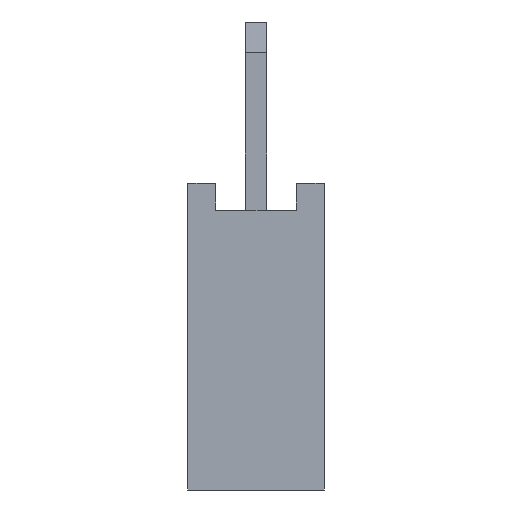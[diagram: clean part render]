
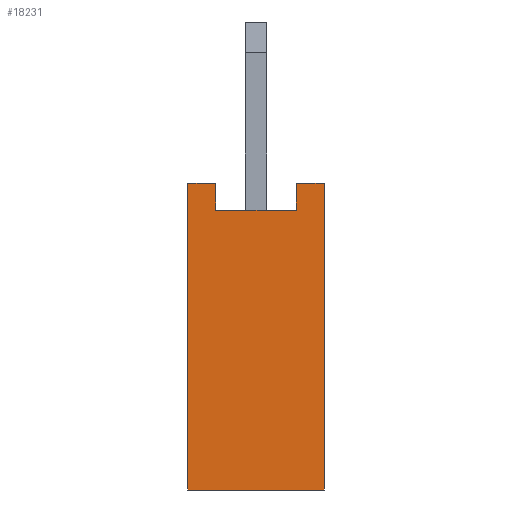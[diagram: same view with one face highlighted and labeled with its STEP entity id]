
A CAD part, left-side view. The second image highlights one B-rep face of the part: STEP entity #18231.
In plain terms, the highlighted planar face has unit normal (-1, 0, 0).
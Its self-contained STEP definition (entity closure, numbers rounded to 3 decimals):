
#272 = VECTOR ( 'NONE', #23979, 1000. ) ;
#982 = AXIS2_PLACEMENT_3D ( 'NONE', #4291, #22091, #14341 ) ;
#1176 = CARTESIAN_POINT ( 'NONE',  ( -38.35, 0.75, 5.7 ) ) ;
#1982 = PLANE ( 'NONE',  #982 ) ;
#2428 = VECTOR ( 'NONE', #31908, 1000. ) ;
#2515 = DIRECTION ( 'NONE',  ( 0., 0., -1. ) ) ;
#3684 = CARTESIAN_POINT ( 'NONE',  ( -38.35, -1.27, 5.7 ) ) ;
#3710 = EDGE_CURVE ( 'NONE', #8678, #26199, #17024, .T. ) ;
#3912 = EDGE_CURVE ( 'NONE', #8678, #26121, #30349, .T. ) ;
#4291 = CARTESIAN_POINT ( 'NONE',  ( -38.35, -1.27, 5.7 ) ) ;
#4296 = CARTESIAN_POINT ( 'NONE',  ( -38.35, 0.75, 5.2 ) ) ;
#4419 = VERTEX_POINT ( 'NONE', #13020 ) ;
#4817 = CARTESIAN_POINT ( 'NONE',  ( -38.35, -1.27, 5.7 ) ) ;
#5187 = CARTESIAN_POINT ( 'NONE',  ( -38.35, -1.27, 0. ) ) ;
#6069 = LINE ( 'NONE', #13502, #30314 ) ;
#6150 = LINE ( 'NONE', #3684, #13039 ) ;
#6474 = DIRECTION ( 'NONE',  ( 0., -1., 0. ) ) ;
#6875 = LINE ( 'NONE', #14440, #2428 ) ;
#8678 = VERTEX_POINT ( 'NONE', #27347 ) ;
#9089 = VERTEX_POINT ( 'NONE', #12604 ) ;
#9315 = CARTESIAN_POINT ( 'NONE',  ( -38.35, 1.27, 0. ) ) ;
#9994 = ORIENTED_EDGE ( 'NONE', *, *, #17679, .F. ) ;
#10787 = ORIENTED_EDGE ( 'NONE', *, *, #3710, .F. ) ;
#11308 = VERTEX_POINT ( 'NONE', #25161 ) ;
#12428 = VECTOR ( 'NONE', #17878, 1000. ) ;
#12567 = VECTOR ( 'NONE', #6474, 1000. ) ;
#12604 = CARTESIAN_POINT ( 'NONE',  ( -38.35, -1.27, 0. ) ) ;
#12958 = EDGE_CURVE ( 'NONE', #26121, #9089, #28066, .T. ) ;
#13020 = CARTESIAN_POINT ( 'NONE',  ( -38.35, -0.75, 5.7 ) ) ;
#13039 = VECTOR ( 'NONE', #18525, 1000. ) ;
#13165 = ORIENTED_EDGE ( 'NONE', *, *, #26013, .F. ) ;
#13340 = EDGE_CURVE ( 'NONE', #11308, #9089, #17839, .T. ) ;
#13502 = CARTESIAN_POINT ( 'NONE',  ( -38.35, 0.75, 5.7 ) ) ;
#13605 = VERTEX_POINT ( 'NONE', #4296 ) ;
#13834 = EDGE_CURVE ( 'NONE', #26199, #13605, #6069, .T. ) ;
#14190 = FACE_OUTER_BOUND ( 'NONE', #21170, .T. ) ;
#14341 = DIRECTION ( 'NONE',  ( 0., 0., -1. ) ) ;
#14440 = CARTESIAN_POINT ( 'NONE',  ( -38.35, 0.75, 5.2 ) ) ;
#15073 = VECTOR ( 'NONE', #2515, 1000. ) ;
#15861 = EDGE_CURVE ( 'NONE', #13605, #20807, #6875, .T. ) ;
#15963 = ORIENTED_EDGE ( 'NONE', *, *, #3912, .T. ) ;
#16412 = LINE ( 'NONE', #26448, #272 ) ;
#17024 = LINE ( 'NONE', #21491, #12567 ) ;
#17679 = EDGE_CURVE ( 'NONE', #4419, #11308, #6150, .T. ) ;
#17839 = LINE ( 'NONE', #4817, #15073 ) ;
#17878 = DIRECTION ( 'NONE',  ( 0., -1., 0. ) ) ;
#18231 = ADVANCED_FACE ( 'NONE', ( #14190 ), #1982, .F. ) ;
#18378 = CARTESIAN_POINT ( 'NONE',  ( -38.35, -0.75, 5.2 ) ) ;
#18525 = DIRECTION ( 'NONE',  ( 0., -1., 0. ) ) ;
#20807 = VERTEX_POINT ( 'NONE', #18378 ) ;
#21170 = EDGE_LOOP ( 'NONE', ( #9994, #13165, #28685, #28794, #10787, #15963, #30855, #31632 ) ) ;
#21491 = CARTESIAN_POINT ( 'NONE',  ( -38.35, -1.27, 5.7 ) ) ;
#22091 = DIRECTION ( 'NONE',  ( 1., 0., 0. ) ) ;
#22459 = CARTESIAN_POINT ( 'NONE',  ( -38.35, 1.27, 5.7 ) ) ;
#23979 = DIRECTION ( 'NONE',  ( 0., 0., 1. ) ) ;
#25161 = CARTESIAN_POINT ( 'NONE',  ( -38.35, -1.27, 5.7 ) ) ;
#25262 = DIRECTION ( 'NONE',  ( 0., 0., -1. ) ) ;
#26013 = EDGE_CURVE ( 'NONE', #20807, #4419, #16412, .T. ) ;
#26121 = VERTEX_POINT ( 'NONE', #9315 ) ;
#26199 = VERTEX_POINT ( 'NONE', #1176 ) ;
#26448 = CARTESIAN_POINT ( 'NONE',  ( -38.35, -0.75, 5.7 ) ) ;
#27347 = CARTESIAN_POINT ( 'NONE',  ( -38.35, 1.27, 5.7 ) ) ;
#28066 = LINE ( 'NONE', #5187, #12428 ) ;
#28347 = VECTOR ( 'NONE', #25262, 1000. ) ;
#28685 = ORIENTED_EDGE ( 'NONE', *, *, #15861, .F. ) ;
#28794 = ORIENTED_EDGE ( 'NONE', *, *, #13834, .F. ) ;
#30314 = VECTOR ( 'NONE', #31262, 1000. ) ;
#30349 = LINE ( 'NONE', #22459, #28347 ) ;
#30855 = ORIENTED_EDGE ( 'NONE', *, *, #12958, .T. ) ;
#31262 = DIRECTION ( 'NONE',  ( 0., 0., -1. ) ) ;
#31632 = ORIENTED_EDGE ( 'NONE', *, *, #13340, .F. ) ;
#31908 = DIRECTION ( 'NONE',  ( 0., -1., 0. ) ) ;
